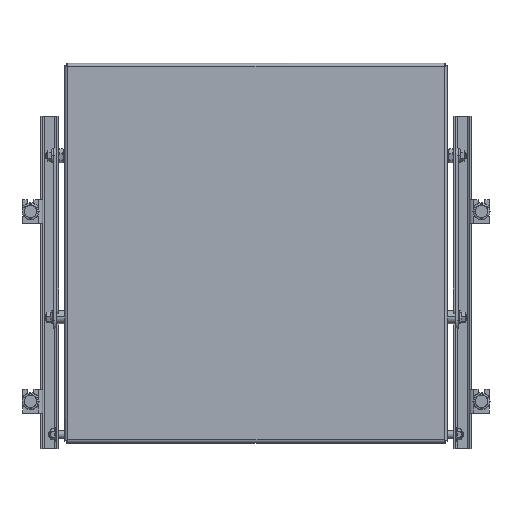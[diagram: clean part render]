
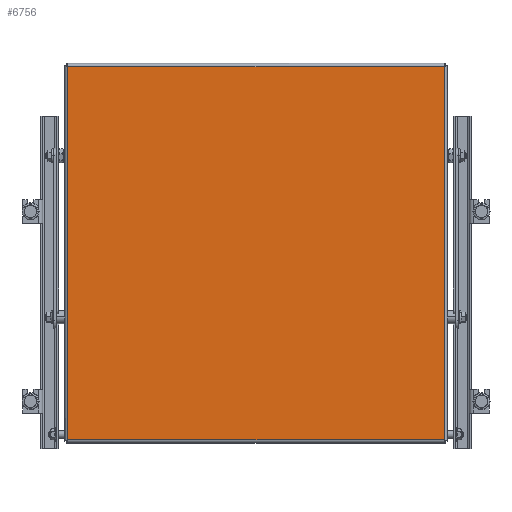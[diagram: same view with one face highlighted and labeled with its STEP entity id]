
A CAD part, top view. The second image highlights one B-rep face of the part: STEP entity #6756.
In plain terms, the highlighted face is planar.
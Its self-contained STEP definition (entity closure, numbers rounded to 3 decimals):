
#212 = VERTEX_POINT ( 'NONE', #1033 ) ;
#409 = VERTEX_POINT ( 'NONE', #427 ) ;
#427 = CARTESIAN_POINT ( 'NONE',  ( -198.1, 196.6, 0. ) ) ;
#1033 = CARTESIAN_POINT ( 'NONE',  ( -198.1, -196.6, 0. ) ) ;
#1052 = DIRECTION ( 'NONE',  ( 1., 0., 0. ) ) ;
#1163 = VERTEX_POINT ( 'NONE', #6606 ) ;
#1827 = CARTESIAN_POINT ( 'NONE',  ( 198.1, 196.6, 0. ) ) ;
#2031 = LINE ( 'NONE', #9360, #8362 ) ;
#2555 = VERTEX_POINT ( 'NONE', #1827 ) ;
#3711 = PLANE ( 'NONE',  #7983 ) ;
#5577 = EDGE_CURVE ( 'NONE', #212, #1163, #12257, .T. ) ;
#5733 = FACE_OUTER_BOUND ( 'NONE', #7851, .T. ) ;
#5878 = VECTOR ( 'NONE', #7765, 1000. ) ;
#5879 = CARTESIAN_POINT ( 'NONE',  ( -199.393, -196.6, 0. ) ) ;
#6208 = EDGE_CURVE ( 'NONE', #409, #212, #8206, .T. ) ;
#6606 = CARTESIAN_POINT ( 'NONE',  ( 198.1, -196.6, 0. ) ) ;
#6725 = EDGE_CURVE ( 'NONE', #1163, #2555, #7430, .T. ) ;
#6756 = ADVANCED_FACE ( 'NONE', ( #5733 ), #3711, .F. ) ;
#7226 = ORIENTED_EDGE ( 'NONE', *, *, #7330, .T. ) ;
#7330 = EDGE_CURVE ( 'NONE', #2555, #409, #2031, .T. ) ;
#7430 = LINE ( 'NONE', #9374, #11461 ) ;
#7742 = VECTOR ( 'NONE', #1052, 1000. ) ;
#7765 = DIRECTION ( 'NONE',  ( 0., -1., 0. ) ) ;
#7851 = EDGE_LOOP ( 'NONE', ( #11575, #7226, #8977, #10026 ) ) ;
#7983 = AXIS2_PLACEMENT_3D ( 'NONE', #9552, #11564, #12488 ) ;
#8206 = LINE ( 'NONE', #10580, #5878 ) ;
#8362 = VECTOR ( 'NONE', #8444, 1000. ) ;
#8444 = DIRECTION ( 'NONE',  ( -1., 0., 0. ) ) ;
#8977 = ORIENTED_EDGE ( 'NONE', *, *, #6208, .T. ) ;
#9286 = DIRECTION ( 'NONE',  ( 0., 1., 0. ) ) ;
#9360 = CARTESIAN_POINT ( 'NONE',  ( 199.393, 196.6, 0. ) ) ;
#9374 = CARTESIAN_POINT ( 'NONE',  ( 198.1, -197.893, 0. ) ) ;
#9552 = CARTESIAN_POINT ( 'NONE',  ( 0., 0., 0. ) ) ;
#10026 = ORIENTED_EDGE ( 'NONE', *, *, #5577, .T. ) ;
#10580 = CARTESIAN_POINT ( 'NONE',  ( -198.1, 197.893, 0. ) ) ;
#11461 = VECTOR ( 'NONE', #9286, 1000. ) ;
#11564 = DIRECTION ( 'NONE',  ( 0., 0., -1. ) ) ;
#11575 = ORIENTED_EDGE ( 'NONE', *, *, #6725, .T. ) ;
#12257 = LINE ( 'NONE', #5879, #7742 ) ;
#12488 = DIRECTION ( 'NONE',  ( -1., 0., 0. ) ) ;
